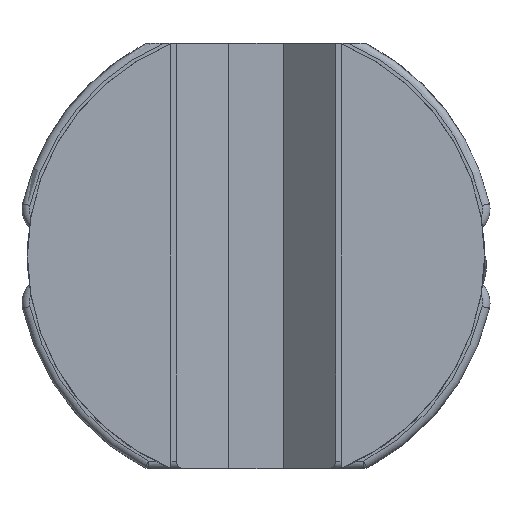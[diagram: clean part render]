
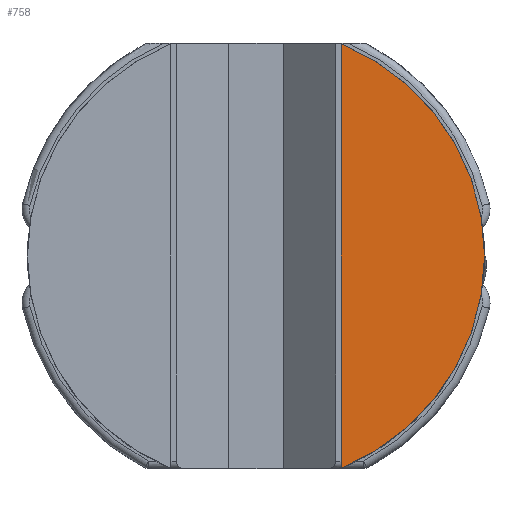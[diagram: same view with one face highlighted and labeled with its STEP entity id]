
A CAD part, front view. The second image highlights one B-rep face of the part: STEP entity #758.
In plain terms, the highlighted planar face has unit normal (0, -1, 0).
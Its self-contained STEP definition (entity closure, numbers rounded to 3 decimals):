
#283 = DIRECTION ( 'NONE',  ( 0., 0., -1. ) ) ;
#758 = ADVANCED_FACE ( 'NONE', ( #6281 ), #7166, .F. ) ;
#986 = ORIENTED_EDGE ( 'NONE', *, *, #1885, .T. ) ;
#1031 = CARTESIAN_POINT ( 'NONE',  ( 0.8, 0., 1.996 ) ) ;
#1341 = CARTESIAN_POINT ( 'NONE',  ( 0., 0., 0. ) ) ;
#1414 = VERTEX_POINT ( 'NONE', #3150 ) ;
#1750 = DIRECTION ( 'NONE',  ( 0., -1., 0. ) ) ;
#1885 = EDGE_CURVE ( 'NONE', #9275, #1414, #5180, .T. ) ;
#2015 = AXIS2_PLACEMENT_3D ( 'NONE', #6122, #1750, #6862 ) ;
#2080 = DIRECTION ( 'NONE',  ( 0., 0., 1. ) ) ;
#2219 = EDGE_CURVE ( 'NONE', #1414, #9275, #4193, .T. ) ;
#2763 = EDGE_LOOP ( 'NONE', ( #7283, #986 ) ) ;
#3150 = CARTESIAN_POINT ( 'NONE',  ( 0.8, 0., -1.996 ) ) ;
#4193 = CIRCLE ( 'NONE', #2015, 2.15 ) ;
#4205 = CARTESIAN_POINT ( 'NONE',  ( 0.8, 0., 1.996 ) ) ;
#4948 = VECTOR ( 'NONE', #283, 1000. ) ;
#5034 = AXIS2_PLACEMENT_3D ( 'NONE', #1341, #6468, #2080 ) ;
#5180 = LINE ( 'NONE', #1031, #4948 ) ;
#6122 = CARTESIAN_POINT ( 'NONE',  ( 0., 0., 0. ) ) ;
#6281 = FACE_OUTER_BOUND ( 'NONE', #2763, .T. ) ;
#6468 = DIRECTION ( 'NONE',  ( 0., 1., 0. ) ) ;
#6862 = DIRECTION ( 'NONE',  ( 0., 0., 1. ) ) ;
#7166 = PLANE ( 'NONE',  #5034 ) ;
#7283 = ORIENTED_EDGE ( 'NONE', *, *, #2219, .T. ) ;
#9275 = VERTEX_POINT ( 'NONE', #4205 ) ;
